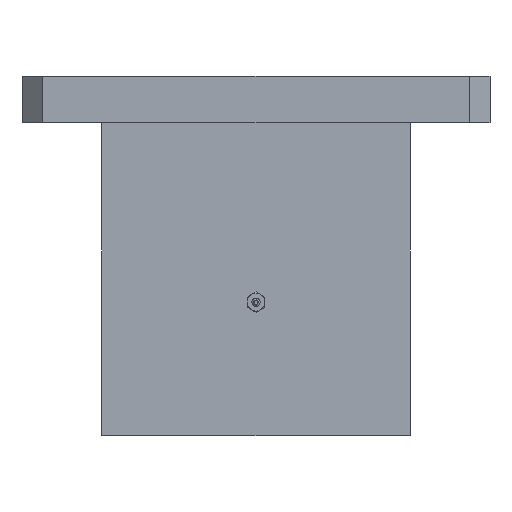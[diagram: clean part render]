
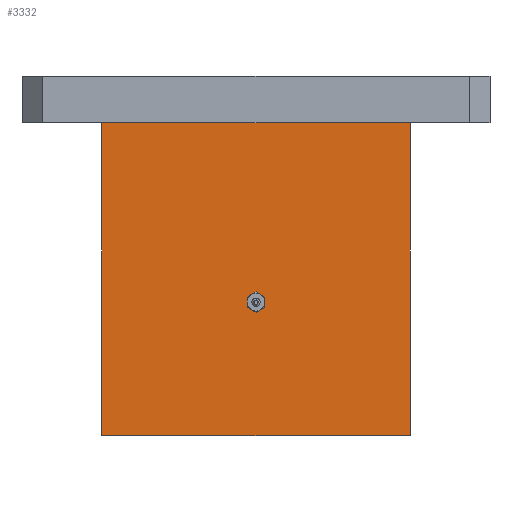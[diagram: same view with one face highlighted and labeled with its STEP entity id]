
A CAD part, front view. The second image highlights one B-rep face of the part: STEP entity #3332.
In plain terms, the highlighted planar face has unit normal (0, -1, 0).
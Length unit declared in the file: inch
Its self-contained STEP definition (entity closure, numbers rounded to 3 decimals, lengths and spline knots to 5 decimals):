
#78 = EDGE_CURVE ( 'NONE', #105, #3569, #752, .T. ) ;
#105 = VERTEX_POINT ( 'NONE', #3741 ) ;
#337 = DIRECTION ( 'NONE',  ( 0., -1., 0. ) ) ;
#409 = DIRECTION ( 'NONE',  ( 0., 0., 1. ) ) ;
#430 = CARTESIAN_POINT ( 'NONE',  ( -0.751, -0.376, -0.225 ) ) ;
#752 = LINE ( 'NONE', #2434, #3146 ) ;
#920 = VECTOR ( 'NONE', #3768, 39.37008 ) ;
#987 = EDGE_CURVE ( 'NONE', #2024, #1961, #3402, .T. ) ;
#1100 = LINE ( 'NONE', #1122, #3145 ) ;
#1122 = CARTESIAN_POINT ( 'NONE',  ( 0.751, -0.376, -1.75 ) ) ;
#1124 = EDGE_CURVE ( 'NONE', #1961, #105, #1100, .T. ) ;
#1150 = EDGE_CURVE ( 'NONE', #2024, #3569, #2424, .T. ) ;
#1354 = VECTOR ( 'NONE', #3420, 39.37008 ) ;
#1482 = CARTESIAN_POINT ( 'NONE',  ( -0.751, -0.376, -1.75 ) ) ;
#1659 = DIRECTION ( 'NONE',  ( 0., 0., -1. ) ) ;
#1681 = CARTESIAN_POINT ( 'NONE',  ( -0.751, -0.376, -1.75 ) ) ;
#1813 = AXIS2_PLACEMENT_3D ( 'NONE', #2021, #337, #1659 ) ;
#1945 = ORIENTED_EDGE ( 'NONE', *, *, #1124, .T. ) ;
#1961 = VERTEX_POINT ( 'NONE', #3531 ) ;
#2021 = CARTESIAN_POINT ( 'NONE',  ( -0.751, -0.376, -1.75 ) ) ;
#2024 = VERTEX_POINT ( 'NONE', #1482 ) ;
#2144 = DIRECTION ( 'NONE',  ( -1., 0., 0. ) ) ;
#2214 = ORIENTED_EDGE ( 'NONE', *, *, #78, .T. ) ;
#2424 = LINE ( 'NONE', #2830, #920 ) ;
#2434 = CARTESIAN_POINT ( 'NONE',  ( 0., -0.376, -0.225 ) ) ;
#2758 = FACE_OUTER_BOUND ( 'NONE', #3904, .T. ) ;
#2830 = CARTESIAN_POINT ( 'NONE',  ( -0.751, -0.376, -1.75 ) ) ;
#2995 = ORIENTED_EDGE ( 'NONE', *, *, #1150, .F. ) ;
#3109 = ORIENTED_EDGE ( 'NONE', *, *, #987, .T. ) ;
#3145 = VECTOR ( 'NONE', #409, 39.37008 ) ;
#3146 = VECTOR ( 'NONE', #2144, 39.37008 ) ;
#3332 = ADVANCED_FACE ( 'NONE', ( #2758 ), #4112, .T. ) ;
#3402 = LINE ( 'NONE', #1681, #1354 ) ;
#3420 = DIRECTION ( 'NONE',  ( 1., 0., 0. ) ) ;
#3531 = CARTESIAN_POINT ( 'NONE',  ( 0.751, -0.376, -1.75 ) ) ;
#3569 = VERTEX_POINT ( 'NONE', #430 ) ;
#3741 = CARTESIAN_POINT ( 'NONE',  ( 0.751, -0.376, -0.225 ) ) ;
#3768 = DIRECTION ( 'NONE',  ( 0., 0., 1. ) ) ;
#3904 = EDGE_LOOP ( 'NONE', ( #1945, #2214, #2995, #3109 ) ) ;
#4112 = PLANE ( 'NONE',  #1813 ) ;
